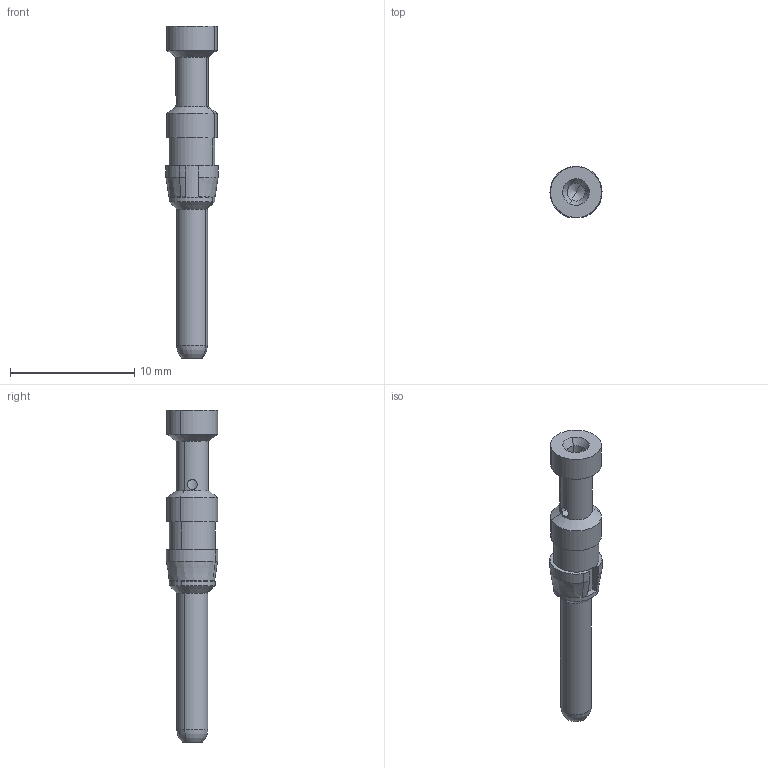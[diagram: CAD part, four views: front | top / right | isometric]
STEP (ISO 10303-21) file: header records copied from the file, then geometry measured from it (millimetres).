
FILE_DESCRIPTION(('CATIA V5R24 STEP','CAx-IF Rec.Pracs.--- Model Styling and Organization---1.2---2011-12-15'),'2;1');
FILE_NAME ('D1454375_1_1682320000_1682320000.stp','2016-03-10T12:26:53+00:00',('none'),('Weidmueller'),'CATIA Version 5-6 Release 2014 SP4','CATIA V5 STEP AP214','none');
FILE_SCHEMA(('AUTOMOTIVE_DESIGN { 1 0 10303 214 1 1 1 1 }'));
Length unit declared in the file: millimetre
Products named in the file (1): HDC C M5 SM_AllCATPart
Bounding box: 4.2 x 4.15 x 26.75 mm (x, y, z)
Volume: 187.7 mm3; surface area: 383.8 mm2
Topology: 2 solids, 2 shells, 48 faces, 103 edges, 61 vertices
Faces by surface type: cylinder 24, cone 13, plane 9, revolution 2
Entity records: 1203 total; most frequent: CARTESIAN_POINT 260, ORIENTED_EDGE 202, DIRECTION 143, EDGE_CURVE 101, AXIS2_PLACEMENT_3D 76, VERTEX_POINT 61, EDGE_LOOP 54, CIRCLE 51
